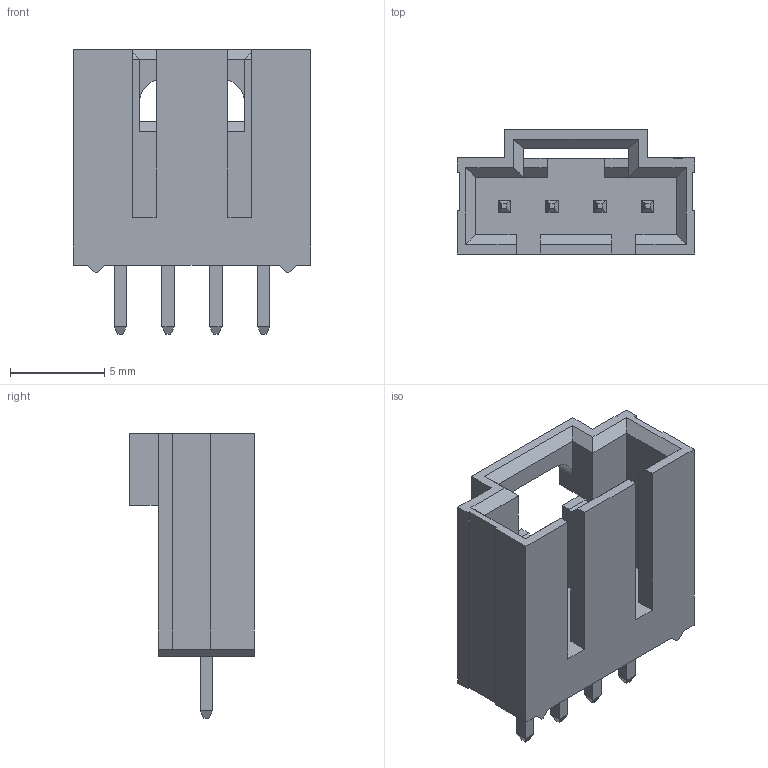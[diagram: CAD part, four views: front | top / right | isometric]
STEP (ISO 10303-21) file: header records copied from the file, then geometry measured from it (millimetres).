
FILE_DESCRIPTION((''),'2;1');
FILE_NAME('1719710104','2019-01-10T',('gga'),(''),'PRO/ENGINEER BY PARAMETRIC TECHNOLOGY CORPORATION, 2016010','PRO/ENGINEER BY PARAMETRIC TECHNOLOGY CORPORATION, 2016010','');
FILE_SCHEMA(('CONFIG_CONTROL_DESIGN'));
Length unit declared in the file: millimetre
Products named in the file (1): 1719710104
Bounding box: 12.62 x 6.6 x 15.11 mm (x, y, z)
Volume: 413.9 mm3; surface area: 865.2 mm2
Topology: 1 solids, 1 shells, 138 faces, 354 edges, 226 vertices
Faces by surface type: plane 136, cylinder 2
Entity records: 4093 total; most frequent: CARTESIAN_POINT 709, ORIENTED_EDGE 690, DIRECTION 644, EDGE_CURVE 345, VECTOR 342, LINE 342, VERTEX_POINT 216, AXIS2_PLACEMENT_3D 151
